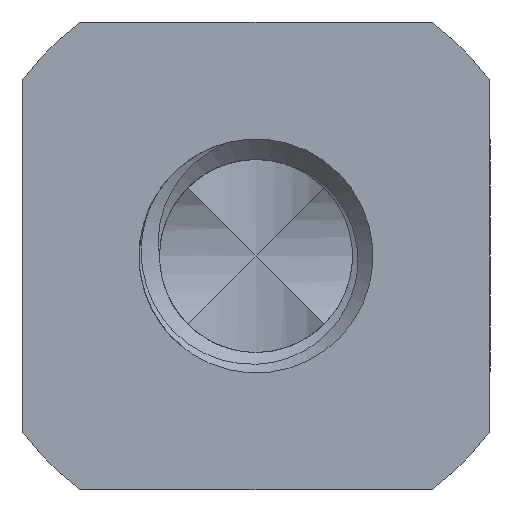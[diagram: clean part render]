
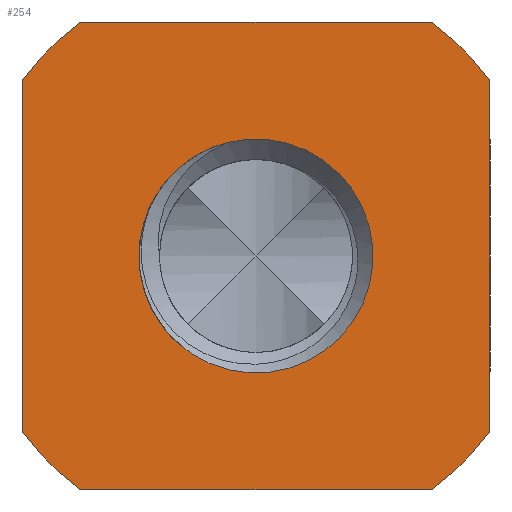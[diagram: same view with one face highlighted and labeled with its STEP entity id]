
A CAD part, front view. The second image highlights one B-rep face of the part: STEP entity #254.
In plain terms, the highlighted planar face has unit normal (0, -1, 0).
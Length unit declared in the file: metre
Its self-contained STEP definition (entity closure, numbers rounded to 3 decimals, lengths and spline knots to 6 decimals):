
#254 = ADVANCED_FACE( 'NONE', ( #555, #556 ), #557, .F. );
#555 = FACE_OUTER_BOUND( '', #1908, .T. );
#556 = FACE_BOUND( '', #1909, .T. );
#557 = PLANE( '', #1910 );
#1908 = EDGE_LOOP( '', ( #3353, #3354, #3355, #3356, #3357, #3358, #3359, #3360 ) );
#1909 = EDGE_LOOP( '', ( #3361, #3362 ) );
#1910 = AXIS2_PLACEMENT_3D( '', #3363, #3364, #3365 );
#3353 = ORIENTED_EDGE( '', *, *, #4201, .F. );
#3354 = ORIENTED_EDGE( '', *, *, #3953, .F. );
#3355 = ORIENTED_EDGE( '', *, *, #4202, .F. );
#3356 = ORIENTED_EDGE( '', *, *, #4203, .F. );
#3357 = ORIENTED_EDGE( '', *, *, #4204, .T. );
#3358 = ORIENTED_EDGE( '', *, *, #4151, .F. );
#3359 = ORIENTED_EDGE( '', *, *, #4143, .T. );
#3360 = ORIENTED_EDGE( '', *, *, #4052, .F. );
#3361 = ORIENTED_EDGE( '', *, *, #3863, .T. );
#3362 = ORIENTED_EDGE( '', *, *, #3876, .T. );
#3363 = CARTESIAN_POINT( '', ( 0., -0.004, 0. ) );
#3364 = DIRECTION( '', ( 0., 1., 0. ) );
#3365 = DIRECTION( '', ( 1., 0., 0. ) );
#3863 = EDGE_CURVE( 'NONE', #4524, #4556, #4558, .T. );
#3876 = EDGE_CURVE( 'NONE', #4556, #4524, #4579, .T. );
#3953 = EDGE_CURVE( 'NONE', #4716, #4717, #4718, .T. );
#4052 = EDGE_CURVE( 'NONE', #4887, #4888, #4889, .T. );
#4143 = EDGE_CURVE( 'NONE', #5031, #4888, #5032, .T. );
#4151 = EDGE_CURVE( 'NONE', #5031, #5043, #5044, .T. );
#4201 = EDGE_CURVE( 'NONE', #4717, #4887, #5111, .T. );
#4202 = EDGE_CURVE( 'NONE', #5112, #4716, #5113, .T. );
#4203 = EDGE_CURVE( 'NONE', #5114, #5112, #5115, .T. );
#4204 = EDGE_CURVE( 'NONE', #5114, #5043, #5116, .T. );
#4524 = VERTEX_POINT( 'NONE', #6557 );
#4556 = VERTEX_POINT( 'NONE', #6797 );
#4558 = CIRCLE( '', #6810, 0.002 );
#4579 = CIRCLE( '', #6889, 0.002 );
#4716 = VERTEX_POINT( 'NONE', #7444 );
#4717 = VERTEX_POINT( 'NONE', #7445 );
#4718 = CIRCLE( '', #7446, 0.005 );
#4887 = VERTEX_POINT( 'NONE', #8410 );
#4888 = VERTEX_POINT( 'NONE', #8411 );
#4889 = CIRCLE( '', #8412, 0.005 );
#5031 = VERTEX_POINT( 'NONE', #9254 );
#5032 = LINE( '', #9255, #9256 );
#5043 = VERTEX_POINT( 'NONE', #9268 );
#5044 = CIRCLE( '', #9269, 0.005 );
#5111 = LINE( '', #9490, #9491 );
#5112 = VERTEX_POINT( 'NONE', #9492 );
#5113 = LINE( '', #9493, #9494 );
#5114 = VERTEX_POINT( 'NONE', #9495 );
#5115 = CIRCLE( '', #9496, 0.005 );
#5116 = LINE( '', #9497, #9498 );
#6557 = CARTESIAN_POINT( '', ( -0.0017, -0.004, 0.001054 ) );
#6797 = CARTESIAN_POINT( '', ( -0.000485, -0.004, 0.00194 ) );
#6810 = AXIS2_PLACEMENT_3D( '', #9716, #9717, #9718 );
#6889 = AXIS2_PLACEMENT_3D( '', #9731, #9732, #9733 );
#7444 = CARTESIAN_POINT( '', ( -0.004, -0.004, 0.003 ) );
#7445 = CARTESIAN_POINT( '', ( -0.003, -0.004, 0.004 ) );
#7446 = AXIS2_PLACEMENT_3D( '', #9797, #9798, #9799 );
#8410 = CARTESIAN_POINT( '', ( 0.003, -0.004, 0.004 ) );
#8411 = CARTESIAN_POINT( '', ( 0.004, -0.004, 0.003 ) );
#8412 = AXIS2_PLACEMENT_3D( '', #9854, #9855, #9856 );
#9254 = CARTESIAN_POINT( '', ( 0.004, -0.004, -0.003 ) );
#9255 = CARTESIAN_POINT( '', ( 0.004, -0.004, 0. ) );
#9256 = VECTOR( '', #9892, 1. );
#9268 = CARTESIAN_POINT( '', ( 0.003, -0.004, -0.004 ) );
#9269 = AXIS2_PLACEMENT_3D( '', #9906, #9907, #9908 );
#9490 = CARTESIAN_POINT( '', ( 0., -0.004, 0.004 ) );
#9491 = VECTOR( '', #9955, 1. );
#9492 = CARTESIAN_POINT( '', ( -0.004, -0.004, -0.003 ) );
#9493 = CARTESIAN_POINT( '', ( -0.004, -0.004, 0. ) );
#9494 = VECTOR( '', #9956, 1. );
#9495 = CARTESIAN_POINT( '', ( -0.003, -0.004, -0.004 ) );
#9496 = AXIS2_PLACEMENT_3D( '', #9957, #9958, #9959 );
#9497 = CARTESIAN_POINT( '', ( 0., -0.004, -0.004 ) );
#9498 = VECTOR( '', #9960, 1. );
#9716 = CARTESIAN_POINT( '', ( 0., -0.004, 0. ) );
#9717 = DIRECTION( '', ( 0., 1., 0. ) );
#9718 = DIRECTION( '', ( 0., 0., 1. ) );
#9731 = CARTESIAN_POINT( '', ( 0., -0.004, 0. ) );
#9732 = DIRECTION( '', ( 0., 1., 0. ) );
#9733 = DIRECTION( '', ( 0., 0., 1. ) );
#9797 = CARTESIAN_POINT( '', ( 0., -0.004, 0. ) );
#9798 = DIRECTION( '', ( 0., 1., 0. ) );
#9799 = DIRECTION( '', ( 0., 0., 1. ) );
#9854 = CARTESIAN_POINT( '', ( 0., -0.004, 0. ) );
#9855 = DIRECTION( '', ( 0., 1., 0. ) );
#9856 = DIRECTION( '', ( 0., 0., 1. ) );
#9892 = DIRECTION( '', ( 0., 0., 1. ) );
#9906 = CARTESIAN_POINT( '', ( 0., -0.004, 0. ) );
#9907 = DIRECTION( '', ( 0., 1., 0. ) );
#9908 = DIRECTION( '', ( 0., 0., 1. ) );
#9955 = DIRECTION( '', ( 1., 0., 0. ) );
#9956 = DIRECTION( '', ( 0., 0., 1. ) );
#9957 = CARTESIAN_POINT( '', ( 0., -0.004, 0. ) );
#9958 = DIRECTION( '', ( 0., 1., 0. ) );
#9959 = DIRECTION( '', ( 0., 0., 1. ) );
#9960 = DIRECTION( '', ( 1., 0., 0. ) );
